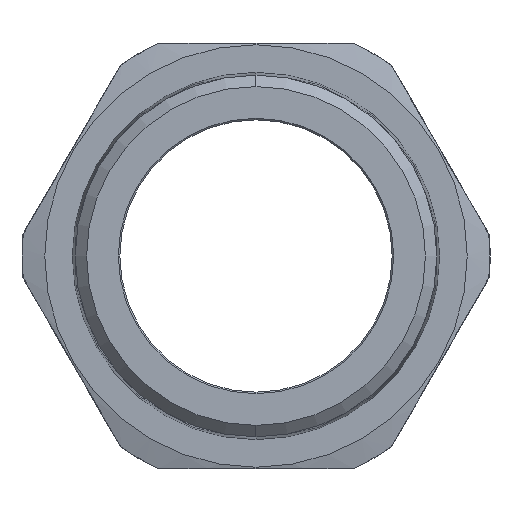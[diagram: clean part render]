
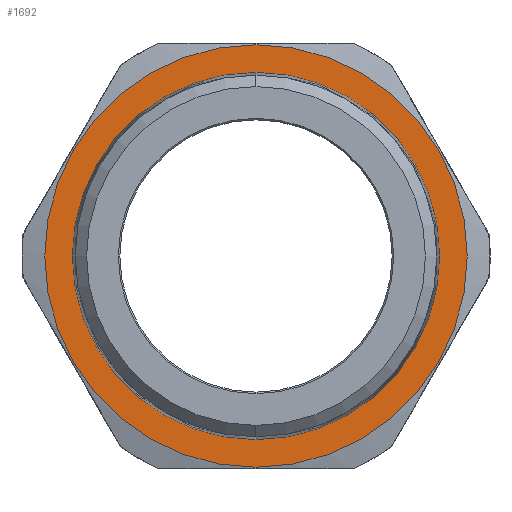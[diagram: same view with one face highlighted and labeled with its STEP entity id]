
A CAD part, left-side view. The second image highlights one B-rep face of the part: STEP entity #1692.
In plain terms, the highlighted planar face has unit normal (-1, 0, 0).
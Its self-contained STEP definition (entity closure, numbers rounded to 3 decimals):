
#57 = CARTESIAN_POINT ( 'NONE',  ( -31., 0., 0. ) ) ;
#192 = EDGE_LOOP ( 'NONE', ( #3107, #2377 ) ) ;
#365 = DIRECTION ( 'NONE',  ( 0., 0., -1. ) ) ;
#468 = DIRECTION ( 'NONE',  ( 0., 0., -1. ) ) ;
#658 = CIRCLE ( 'NONE', #3464, 30.25 ) ;
#666 = DIRECTION ( 'NONE',  ( 1., 0., 0. ) ) ;
#811 = CARTESIAN_POINT ( 'NONE',  ( -31., 0., -30.25 ) ) ;
#895 = CIRCLE ( 'NONE', #1865, 34.792 ) ;
#950 = DIRECTION ( 'NONE',  ( 0., 0., -1. ) ) ;
#1141 = CIRCLE ( 'NONE', #2082, 34.792 ) ;
#1483 = EDGE_CURVE ( 'NONE', #1986, #2785, #658, .T. ) ;
#1514 = FACE_OUTER_BOUND ( 'NONE', #2695, .T. ) ;
#1692 = ADVANCED_FACE ( 'NONE', ( #2858, #1514 ), #2784, .F. ) ;
#1802 = DIRECTION ( 'NONE',  ( 1., 0., 0. ) ) ;
#1865 = AXIS2_PLACEMENT_3D ( 'NONE', #2382, #666, #950 ) ;
#1930 = CARTESIAN_POINT ( 'NONE',  ( -31., 0., 34.792 ) ) ;
#1986 = VERTEX_POINT ( 'NONE', #2297 ) ;
#2017 = ORIENTED_EDGE ( 'NONE', *, *, #3173, .F. ) ;
#2019 = VERTEX_POINT ( 'NONE', #2701 ) ;
#2082 = AXIS2_PLACEMENT_3D ( 'NONE', #2350, #1802, #365 ) ;
#2297 = CARTESIAN_POINT ( 'NONE',  ( -31., 0., 30.25 ) ) ;
#2350 = CARTESIAN_POINT ( 'NONE',  ( -31., 0., 0. ) ) ;
#2351 = CARTESIAN_POINT ( 'NONE',  ( -31., 0., 0. ) ) ;
#2377 = ORIENTED_EDGE ( 'NONE', *, *, #3586, .F. ) ;
#2382 = CARTESIAN_POINT ( 'NONE',  ( -31., 0., 0. ) ) ;
#2424 = EDGE_CURVE ( 'NONE', #2929, #2019, #1141, .T. ) ;
#2656 = DIRECTION ( 'NONE',  ( -1., 0., 0. ) ) ;
#2695 = EDGE_LOOP ( 'NONE', ( #2017, #3634 ) ) ;
#2701 = CARTESIAN_POINT ( 'NONE',  ( -31., 0., -34.792 ) ) ;
#2784 = PLANE ( 'NONE',  #3137 ) ;
#2785 = VERTEX_POINT ( 'NONE', #811 ) ;
#2858 = FACE_BOUND ( 'NONE', #192, .T. ) ;
#2929 = VERTEX_POINT ( 'NONE', #1930 ) ;
#3070 = CARTESIAN_POINT ( 'NONE',  ( -31., 30.25, 0. ) ) ;
#3107 = ORIENTED_EDGE ( 'NONE', *, *, #1483, .F. ) ;
#3137 = AXIS2_PLACEMENT_3D ( 'NONE', #3070, #3638, #468 ) ;
#3159 = DIRECTION ( 'NONE',  ( 0., 0., 1. ) ) ;
#3173 = EDGE_CURVE ( 'NONE', #2019, #2929, #895, .T. ) ;
#3197 = DIRECTION ( 'NONE',  ( -1., 0., 0. ) ) ;
#3223 = DIRECTION ( 'NONE',  ( 0., 0., 1. ) ) ;
#3451 = AXIS2_PLACEMENT_3D ( 'NONE', #57, #3197, #3159 ) ;
#3464 = AXIS2_PLACEMENT_3D ( 'NONE', #2351, #2656, #3223 ) ;
#3567 = CIRCLE ( 'NONE', #3451, 30.25 ) ;
#3586 = EDGE_CURVE ( 'NONE', #2785, #1986, #3567, .T. ) ;
#3634 = ORIENTED_EDGE ( 'NONE', *, *, #2424, .F. ) ;
#3638 = DIRECTION ( 'NONE',  ( 1., 0., 0. ) ) ;
